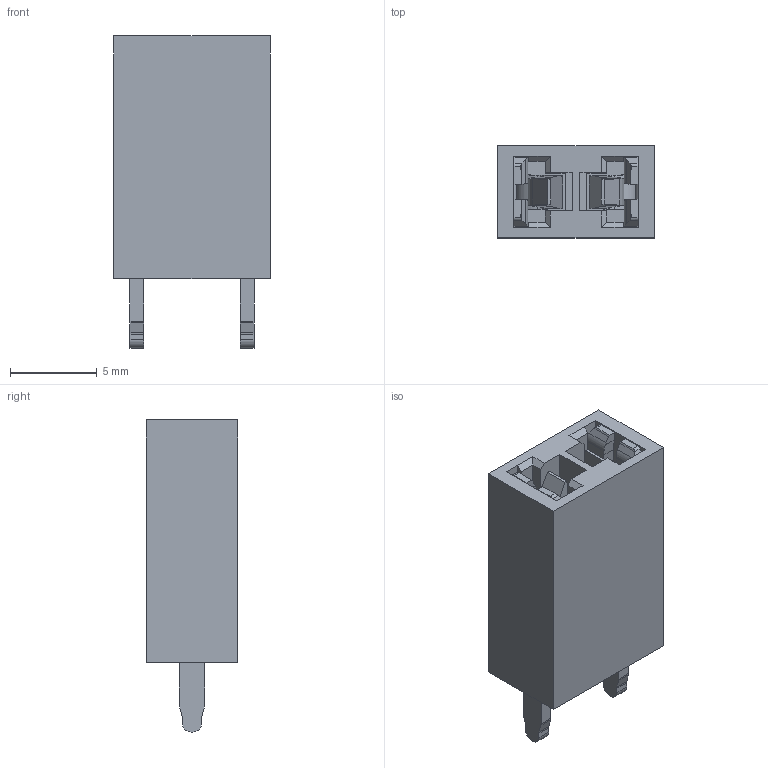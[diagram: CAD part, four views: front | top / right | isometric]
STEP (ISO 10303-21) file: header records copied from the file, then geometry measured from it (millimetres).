
FILE_DESCRIPTION (( 'STEP AP203' ), '1' );
FILE_NAME ('S93456-D01.STEP', '2025-03-13T08:20:58', ( '' ), ( '' ), 'SwSTEP 2.0', 'SolidWorks 2023', '' );
FILE_SCHEMA (( 'CONFIG_CONTROL_DESIGN' ));
Length unit declared in the file: millimetre
Products named in the file (3): K98670-E; S93456-D01; K93456
Assembly tree (3 placements, depth 2):
  S93456-D01
    K93456
    K98670-E  x2
Bounding box: 9 x 5.3 x 18 mm (x, y, z)
Volume: 507.9 mm3; surface area: 1263.9 mm2
Topology: 3 solids, 3 shells, 506 faces, 1357 edges, 890 vertices
Faces by surface type: plane 268, bspline 182, cylinder 56
Full cylindrical faces by diameter (mm): 2 x1, 3 x1
Entity records: 20934 total; most frequent: CARTESIAN_POINT 11472, ORIENTED_EDGE 2188, DIRECTION 1312, EDGE_CURVE 1094, VERTEX_POINT 722, LINE 714, VECTOR 714, EDGE_LOOP 450
